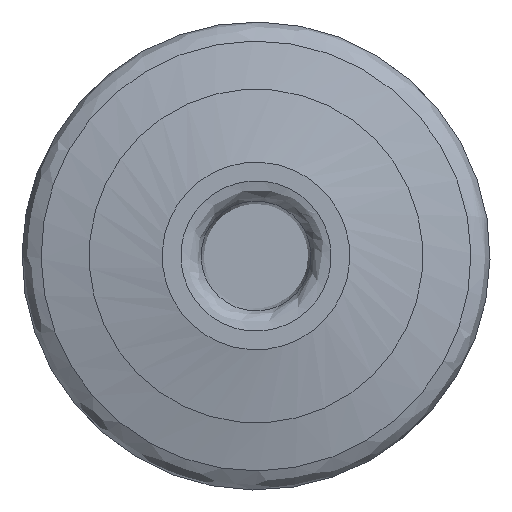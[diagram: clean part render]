
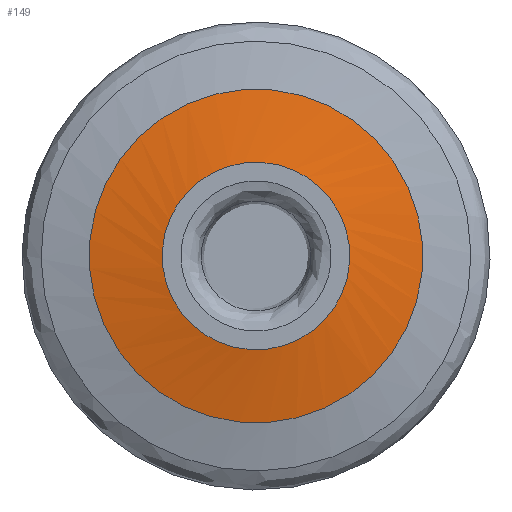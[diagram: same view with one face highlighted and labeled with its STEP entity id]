
A CAD part, left-side view. The second image highlights one B-rep face of the part: STEP entity #149.
In plain terms, the highlighted free-form (B-spline) face has degree [1, 3] with [2, 7] control points.
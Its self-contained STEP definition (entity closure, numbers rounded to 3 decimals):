
#39=(
BOUNDED_SURFACE()
B_SPLINE_SURFACE(1,3,((#882,#883,#884,#885,#886,#887,#888),(#889,#890,#891,
#892,#893,#894,#895)),.UNSPECIFIED.,.F.,.T.,.F.)
B_SPLINE_SURFACE_WITH_KNOTS((2,2),(1,3,3,3,1),(0.,1.),(-0.5,0.,0.5,1.,1.5),
 .UNSPECIFIED.)
GEOMETRIC_REPRESENTATION_ITEM()
RATIONAL_B_SPLINE_SURFACE(((1.,0.333,0.333,1.,0.333,
0.333,1.),(1.,0.333,0.333,1.,0.333,
0.333,1.)))
REPRESENTATION_ITEM('')
SURFACE()
);
#52=LINE('',#879,#64);
#64=VECTOR('',#604,1.);
#107=FACE_OUTER_BOUND('',#236,.T.);
#149=ADVANCED_FACE('',(#107),#39,.F.);
#236=EDGE_LOOP('',(#308,#309,#310,#311));
#308=ORIENTED_EDGE('',*,*,#405,.T.);
#309=ORIENTED_EDGE('',*,*,#406,.F.);
#310=ORIENTED_EDGE('',*,*,#405,.F.);
#311=ORIENTED_EDGE('',*,*,#404,.T.);
#364=VERTEX_POINT('',#876);
#365=VERTEX_POINT('',#880);
#404=EDGE_CURVE('',#364,#364,#446,.T.);
#405=EDGE_CURVE('',#364,#365,#52,.T.);
#406=EDGE_CURVE('',#365,#365,#447,.T.);
#446=CIRCLE('',#497,4.408);
#447=CIRCLE('',#499,7.841);
#497=AXIS2_PLACEMENT_3D('',#877,#600,#601);
#499=AXIS2_PLACEMENT_3D('',#881,#605,#606);
#600=DIRECTION('',(1.,0.,0.));
#601=DIRECTION('',(0.,-0.891,0.454));
#604=DIRECTION('',(0.173,-0.985,-0.018));
#605=DIRECTION('',(1.,0.,0.));
#606=DIRECTION('',(0.,-0.969,0.246));
#876=CARTESIAN_POINT('',(0.,-3.928,2.));
#877=CARTESIAN_POINT('',(0.,0.,0.));
#879=CARTESIAN_POINT('',(0.,-3.928,2.));
#880=CARTESIAN_POINT('',(0.644,-7.6,1.932));
#881=CARTESIAN_POINT('',(0.644,0.,0.));
#882=CARTESIAN_POINT('',(0.,-3.928,2.));
#883=CARTESIAN_POINT('',(0.,-7.928,-5.856));
#884=CARTESIAN_POINT('',(0.,-0.072,-9.856));
#885=CARTESIAN_POINT('',(0.,3.928,-2.));
#886=CARTESIAN_POINT('',(0.,7.928,5.856));
#887=CARTESIAN_POINT('',(0.,0.072,9.856));
#888=CARTESIAN_POINT('',(0.,-3.928,2.));
#889=CARTESIAN_POINT('',(0.644,-7.6,1.932));
#890=CARTESIAN_POINT('',(0.644,-11.464,-13.267));
#891=CARTESIAN_POINT('',(0.644,3.735,-17.132));
#892=CARTESIAN_POINT('',(0.644,7.6,-1.932));
#893=CARTESIAN_POINT('',(0.644,11.464,13.267));
#894=CARTESIAN_POINT('',(0.644,-3.735,17.132));
#895=CARTESIAN_POINT('',(0.644,-7.6,1.932));
